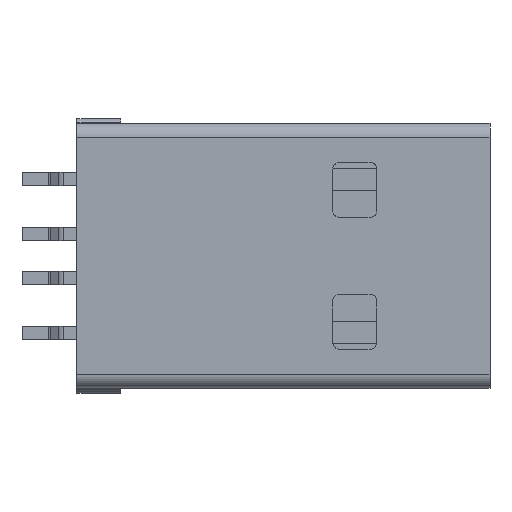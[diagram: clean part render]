
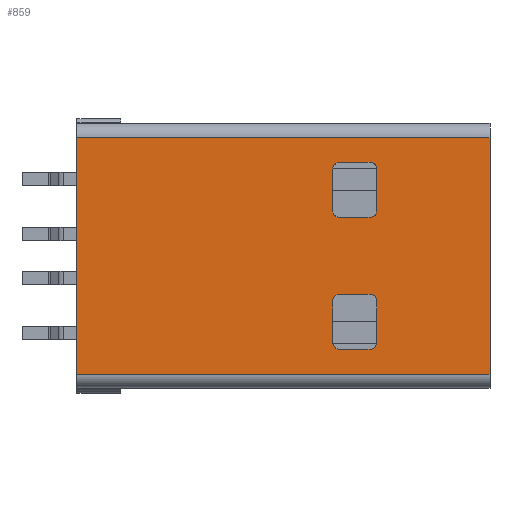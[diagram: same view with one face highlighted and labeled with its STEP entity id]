
A CAD part, top view. The second image highlights one B-rep face of the part: STEP entity #859.
In plain terms, the highlighted planar face has unit normal (0, 0, 1).
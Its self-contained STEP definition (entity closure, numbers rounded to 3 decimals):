
#203 = VERTEX_POINT('',#204);
#204 = CARTESIAN_POINT('',(3.74,-3.95,3.25));
#210 = EDGE_CURVE('',#203,#211,#213,.T.);
#211 = VERTEX_POINT('',#212);
#212 = CARTESIAN_POINT('',(3.74,-2.05,3.25));
#213 = LINE('',#214,#215);
#214 = CARTESIAN_POINT('',(3.74,-4.818,3.25));
#215 = VECTOR('',#216,1.);
#216 = DIRECTION('',(0.,1.,0.));
#234 = VERTEX_POINT('',#235);
#235 = CARTESIAN_POINT('',(4.04,-4.25,3.25));
#241 = EDGE_CURVE('',#203,#234,#242,.T.);
#242 = CIRCLE('',#243,0.3);
#243 = AXIS2_PLACEMENT_3D('',#244,#245,#246);
#244 = CARTESIAN_POINT('',(4.04,-3.95,3.25));
#245 = DIRECTION('',(-0.,0.,1.));
#246 = DIRECTION('',(1.,0.,0.));
#259 = VERTEX_POINT('',#260);
#260 = CARTESIAN_POINT('',(4.04,-1.75,3.25));
#266 = EDGE_CURVE('',#211,#259,#267,.T.);
#267 = CIRCLE('',#268,0.3);
#268 = AXIS2_PLACEMENT_3D('',#269,#270,#271);
#269 = CARTESIAN_POINT('',(4.04,-2.05,3.25));
#270 = DIRECTION('',(0.,-0.,-1.));
#271 = DIRECTION('',(1.,0.,0.));
#284 = VERTEX_POINT('',#285);
#285 = CARTESIAN_POINT('',(5.44,-4.25,3.25));
#291 = EDGE_CURVE('',#284,#234,#292,.T.);
#292 = LINE('',#293,#294);
#293 = CARTESIAN_POINT('',(8.32,-4.25,3.25));
#294 = VECTOR('',#295,1.);
#295 = DIRECTION('',(-1.,0.,0.));
#308 = EDGE_CURVE('',#259,#309,#311,.T.);
#309 = VERTEX_POINT('',#310);
#310 = CARTESIAN_POINT('',(5.44,-1.75,3.25));
#311 = LINE('',#312,#313);
#312 = CARTESIAN_POINT('',(7.32,-1.75,3.25));
#313 = VECTOR('',#314,1.);
#314 = DIRECTION('',(1.,0.,0.));
#332 = EDGE_CURVE('',#333,#284,#335,.T.);
#333 = VERTEX_POINT('',#334);
#334 = CARTESIAN_POINT('',(5.74,-3.95,3.25));
#335 = CIRCLE('',#336,0.3);
#336 = AXIS2_PLACEMENT_3D('',#337,#338,#339);
#337 = CARTESIAN_POINT('',(5.44,-3.95,3.25));
#338 = DIRECTION('',(0.,-0.,-1.));
#339 = DIRECTION('',(1.,0.,0.));
#357 = VERTEX_POINT('',#358);
#358 = CARTESIAN_POINT('',(5.74,-2.05,3.25));
#364 = EDGE_CURVE('',#309,#357,#365,.T.);
#365 = CIRCLE('',#366,0.3);
#366 = AXIS2_PLACEMENT_3D('',#367,#368,#369);
#367 = CARTESIAN_POINT('',(5.44,-2.05,3.25));
#368 = DIRECTION('',(0.,-0.,-1.));
#369 = DIRECTION('',(1.,0.,0.));
#382 = EDGE_CURVE('',#357,#333,#383,.T.);
#383 = LINE('',#384,#385);
#384 = CARTESIAN_POINT('',(5.74,-3.568,3.25));
#385 = VECTOR('',#386,1.);
#386 = DIRECTION('',(0.,-1.,0.));
#441 = VERTEX_POINT('',#442);
#442 = CARTESIAN_POINT('',(10.9,-5.385,3.25));
#449 = EDGE_CURVE('',#441,#450,#452,.T.);
#450 = VERTEX_POINT('',#451);
#451 = CARTESIAN_POINT('',(10.9,5.385,3.25));
#452 = LINE('',#453,#454);
#453 = CARTESIAN_POINT('',(10.9,-5.385,3.25));
#454 = VECTOR('',#455,1.);
#455 = DIRECTION('',(0.,1.,0.));
#578 = VERTEX_POINT('',#579);
#579 = CARTESIAN_POINT('',(-7.9,-5.385,3.25));
#586 = EDGE_CURVE('',#578,#587,#589,.T.);
#587 = VERTEX_POINT('',#588);
#588 = CARTESIAN_POINT('',(-7.9,5.385,3.25));
#589 = LINE('',#590,#591);
#590 = CARTESIAN_POINT('',(-7.9,-5.385,3.25));
#591 = VECTOR('',#592,1.);
#592 = DIRECTION('',(0.,1.,0.));
#669 = VERTEX_POINT('',#670);
#670 = CARTESIAN_POINT('',(3.74,2.05,3.25));
#676 = EDGE_CURVE('',#669,#677,#679,.T.);
#677 = VERTEX_POINT('',#678);
#678 = CARTESIAN_POINT('',(3.74,3.95,3.25));
#679 = LINE('',#680,#681);
#680 = CARTESIAN_POINT('',(3.74,-1.818,3.25));
#681 = VECTOR('',#682,1.);
#682 = DIRECTION('',(0.,1.,0.));
#700 = VERTEX_POINT('',#701);
#701 = CARTESIAN_POINT('',(4.04,1.75,3.25));
#707 = EDGE_CURVE('',#669,#700,#708,.T.);
#708 = CIRCLE('',#709,0.3);
#709 = AXIS2_PLACEMENT_3D('',#710,#711,#712);
#710 = CARTESIAN_POINT('',(4.04,2.05,3.25));
#711 = DIRECTION('',(-0.,0.,1.));
#712 = DIRECTION('',(1.,0.,0.));
#725 = VERTEX_POINT('',#726);
#726 = CARTESIAN_POINT('',(4.04,4.25,3.25));
#732 = EDGE_CURVE('',#677,#725,#733,.T.);
#733 = CIRCLE('',#734,0.3);
#734 = AXIS2_PLACEMENT_3D('',#735,#736,#737);
#735 = CARTESIAN_POINT('',(4.04,3.95,3.25));
#736 = DIRECTION('',(0.,-0.,-1.));
#737 = DIRECTION('',(1.,0.,0.));
#750 = VERTEX_POINT('',#751);
#751 = CARTESIAN_POINT('',(5.44,1.75,3.25));
#757 = EDGE_CURVE('',#750,#700,#758,.T.);
#758 = LINE('',#759,#760);
#759 = CARTESIAN_POINT('',(8.32,1.75,3.25));
#760 = VECTOR('',#761,1.);
#761 = DIRECTION('',(-1.,0.,0.));
#774 = EDGE_CURVE('',#725,#775,#777,.T.);
#775 = VERTEX_POINT('',#776);
#776 = CARTESIAN_POINT('',(5.44,4.25,3.25));
#777 = LINE('',#778,#779);
#778 = CARTESIAN_POINT('',(7.32,4.25,3.25));
#779 = VECTOR('',#780,1.);
#780 = DIRECTION('',(1.,0.,0.));
#798 = EDGE_CURVE('',#799,#750,#801,.T.);
#799 = VERTEX_POINT('',#800);
#800 = CARTESIAN_POINT('',(5.74,2.05,3.25));
#801 = CIRCLE('',#802,0.3);
#802 = AXIS2_PLACEMENT_3D('',#803,#804,#805);
#803 = CARTESIAN_POINT('',(5.44,2.05,3.25));
#804 = DIRECTION('',(0.,-0.,-1.));
#805 = DIRECTION('',(1.,0.,0.));
#823 = VERTEX_POINT('',#824);
#824 = CARTESIAN_POINT('',(5.74,3.95,3.25));
#830 = EDGE_CURVE('',#775,#823,#831,.T.);
#831 = CIRCLE('',#832,0.3);
#832 = AXIS2_PLACEMENT_3D('',#833,#834,#835);
#833 = CARTESIAN_POINT('',(5.44,3.95,3.25));
#834 = DIRECTION('',(0.,-0.,-1.));
#835 = DIRECTION('',(1.,0.,0.));
#848 = EDGE_CURVE('',#823,#799,#849,.T.);
#849 = LINE('',#850,#851);
#850 = CARTESIAN_POINT('',(5.74,-0.568,3.25));
#851 = VECTOR('',#852,1.);
#852 = DIRECTION('',(0.,-1.,0.));
#859 = ADVANCED_FACE('',(#860,#870,#886),#896,.F.);
#860 = FACE_BOUND('',#861,.F.);
#861 = EDGE_LOOP('',(#862,#863,#864,#865,#866,#867,#868,#869));
#862 = ORIENTED_EDGE('',*,*,#210,.F.);
#863 = ORIENTED_EDGE('',*,*,#241,.T.);
#864 = ORIENTED_EDGE('',*,*,#291,.F.);
#865 = ORIENTED_EDGE('',*,*,#332,.F.);
#866 = ORIENTED_EDGE('',*,*,#382,.F.);
#867 = ORIENTED_EDGE('',*,*,#364,.F.);
#868 = ORIENTED_EDGE('',*,*,#308,.F.);
#869 = ORIENTED_EDGE('',*,*,#266,.F.);
#870 = FACE_BOUND('',#871,.F.);
#871 = EDGE_LOOP('',(#872,#878,#879,#885));
#872 = ORIENTED_EDGE('',*,*,#873,.T.);
#873 = EDGE_CURVE('',#441,#578,#874,.T.);
#874 = LINE('',#875,#876);
#875 = CARTESIAN_POINT('',(10.9,-5.385,3.25));
#876 = VECTOR('',#877,1.);
#877 = DIRECTION('',(-1.,0.,0.));
#878 = ORIENTED_EDGE('',*,*,#586,.T.);
#879 = ORIENTED_EDGE('',*,*,#880,.F.);
#880 = EDGE_CURVE('',#450,#587,#881,.T.);
#881 = LINE('',#882,#883);
#882 = CARTESIAN_POINT('',(10.9,5.385,3.25));
#883 = VECTOR('',#884,1.);
#884 = DIRECTION('',(-1.,0.,0.));
#885 = ORIENTED_EDGE('',*,*,#449,.F.);
#886 = FACE_BOUND('',#887,.F.);
#887 = EDGE_LOOP('',(#888,#889,#890,#891,#892,#893,#894,#895));
#888 = ORIENTED_EDGE('',*,*,#676,.F.);
#889 = ORIENTED_EDGE('',*,*,#707,.T.);
#890 = ORIENTED_EDGE('',*,*,#757,.F.);
#891 = ORIENTED_EDGE('',*,*,#798,.F.);
#892 = ORIENTED_EDGE('',*,*,#848,.F.);
#893 = ORIENTED_EDGE('',*,*,#830,.F.);
#894 = ORIENTED_EDGE('',*,*,#774,.F.);
#895 = ORIENTED_EDGE('',*,*,#732,.F.);
#896 = PLANE('',#897);
#897 = AXIS2_PLACEMENT_3D('',#898,#899,#900);
#898 = CARTESIAN_POINT('',(10.9,-5.385,3.25));
#899 = DIRECTION('',(0.,0.,-1.));
#900 = DIRECTION('',(0.,1.,0.));
